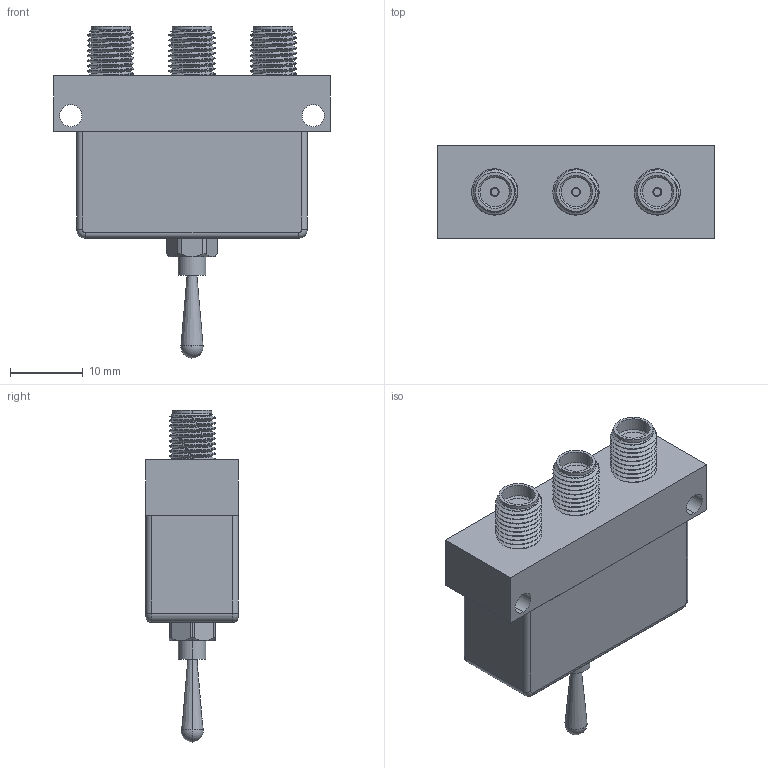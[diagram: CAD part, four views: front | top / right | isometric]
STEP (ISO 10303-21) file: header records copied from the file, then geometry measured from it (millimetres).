
FILE_DESCRIPTION (( 'STEP AP203' ), '1' );
FILE_NAME ('FMSM1000A.step', '2019-07-15T14:00:52', ( '' ), ( '' ), 'SwSTEP 2.0', 'SolidWorks 2018', '' );
FILE_SCHEMA (( 'CONFIG_CONTROL_DESIGN' ));
Length unit declared in the file: inch
Products named in the file (1): FMSM1000A
Bounding box: 38.1 x 12.76 x 45.67 mm (x, y, z)
Volume: 10047.8 mm3; surface area: 4889.2 mm2
Topology: 3 solids, 3 shells, 930 faces, 2473 edges, 1639 vertices
Faces by surface type: plane 531, bspline 269, cylinder 100, cone 24, torus 4, sphere 2
Entity records: 44271 total; most frequent: CARTESIAN_POINT 23172, ORIENTED_EDGE 4936, DIRECTION 3249, EDGE_CURVE 2468, VECTOR 1671, LINE 1671, VERTEX_POINT 1636, EDGE_LOOP 1026
